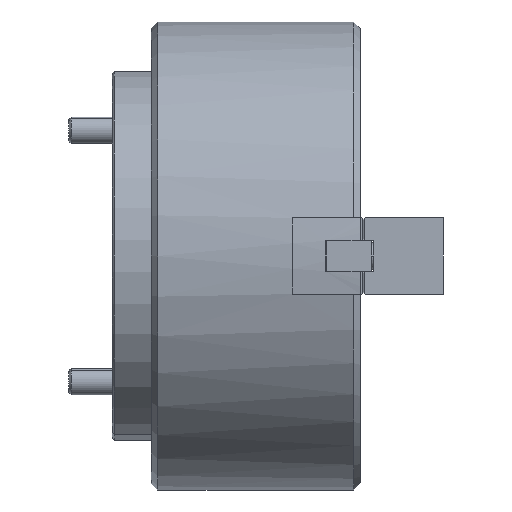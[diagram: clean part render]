
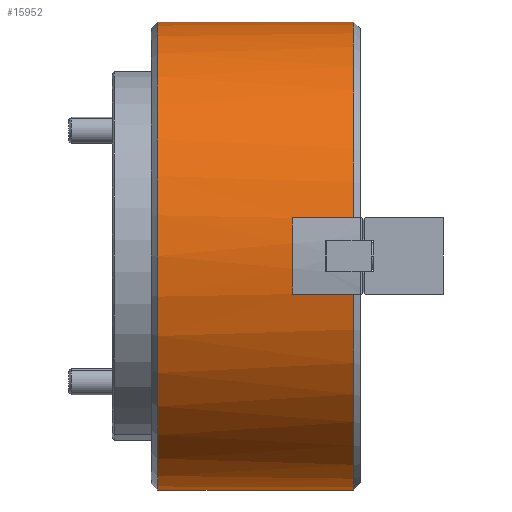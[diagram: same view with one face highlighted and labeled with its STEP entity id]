
A CAD part, front view. The second image highlights one B-rep face of the part: STEP entity #15952.
In plain terms, the highlighted cylindrical face has radius 107.5 mm (diameter 215 mm), a partial arc.
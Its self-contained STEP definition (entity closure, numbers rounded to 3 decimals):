
#150 = EDGE_CURVE ( 'NONE', #29586, #10878, #25023, .T. ) ;
#265 = DIRECTION ( 'NONE',  ( 1., 0., 0. ) ) ;
#391 = ORIENTED_EDGE ( 'NONE', *, *, #37559, .T. ) ;
#414 = DIRECTION ( 'NONE',  ( 0., 0., -1. ) ) ;
#485 = DIRECTION ( 'NONE',  ( 1., 0., 0. ) ) ;
#836 = CARTESIAN_POINT ( 'NONE',  ( 0., 0., 107.5 ) ) ;
#1046 = ORIENTED_EDGE ( 'NONE', *, *, #150, .F. ) ;
#2342 = CIRCLE ( 'NONE', #3189, 107.5 ) ;
#2979 = VERTEX_POINT ( 'NONE', #32071 ) ;
#3189 = AXIS2_PLACEMENT_3D ( 'NONE', #4682, #27157, #8011 ) ;
#4380 = CARTESIAN_POINT ( 'NONE',  ( 0., 0., 0. ) ) ;
#4661 = DIRECTION ( 'NONE',  ( 1., 0., 0. ) ) ;
#4682 = CARTESIAN_POINT ( 'NONE',  ( -3., 0., 0. ) ) ;
#4754 = VERTEX_POINT ( 'NONE', #23738 ) ;
#6894 = CIRCLE ( 'NONE', #14017, 107.5 ) ;
#7137 = EDGE_LOOP ( 'NONE', ( #1046, #18311, #32171, #35058, #391, #38913, #38361, #30623 ) ) ;
#7548 = DIRECTION ( 'NONE',  ( 0., 0., 1. ) ) ;
#7597 = DIRECTION ( 'NONE',  ( 1., 0., 0. ) ) ;
#7656 = CARTESIAN_POINT ( 'NONE',  ( -93., 0., 0. ) ) ;
#7807 = CARTESIAN_POINT ( 'NONE',  ( 0., 0., -107.5 ) ) ;
#8011 = DIRECTION ( 'NONE',  ( 0., 0., -1. ) ) ;
#9166 = EDGE_CURVE ( 'NONE', #32493, #31110, #17539, .T. ) ;
#9635 = CARTESIAN_POINT ( 'NONE',  ( 0., -106.066, 17.5 ) ) ;
#10164 = CIRCLE ( 'NONE', #35746, 107.5 ) ;
#10878 = VERTEX_POINT ( 'NONE', #11079 ) ;
#11079 = CARTESIAN_POINT ( 'NONE',  ( -3., 0., 107.5 ) ) ;
#11223 = VECTOR ( 'NONE', #12868, 1000. ) ;
#12868 = DIRECTION ( 'NONE',  ( 1., 0., 0. ) ) ;
#14017 = AXIS2_PLACEMENT_3D ( 'NONE', #7656, #7597, #7548 ) ;
#15952 = ADVANCED_FACE ( 'NONE', ( #27235 ), #17797, .T. ) ;
#16334 = CARTESIAN_POINT ( 'NONE',  ( -3., 0., -107.5 ) ) ;
#17539 = LINE ( 'NONE', #7807, #26025 ) ;
#17797 = CYLINDRICAL_SURFACE ( 'NONE', #22498, 107.5 ) ;
#18009 = VECTOR ( 'NONE', #27866, 1000. ) ;
#18311 = ORIENTED_EDGE ( 'NONE', *, *, #21252, .T. ) ;
#19213 = DIRECTION ( 'NONE',  ( -1., 0., 0. ) ) ;
#19901 = CARTESIAN_POINT ( 'NONE',  ( -3., -106.066, -17.5 ) ) ;
#21252 = EDGE_CURVE ( 'NONE', #29586, #32493, #6894, .T. ) ;
#21675 = CARTESIAN_POINT ( 'NONE',  ( -93., 0., 107.5 ) ) ;
#21954 = DIRECTION ( 'NONE',  ( -1., 0., 0. ) ) ;
#21962 = DIRECTION ( 'NONE',  ( 0., 0., -1. ) ) ;
#22149 = CARTESIAN_POINT ( 'NONE',  ( -93., 0., -107.5 ) ) ;
#22384 = AXIS2_PLACEMENT_3D ( 'NONE', #38036, #19213, #41161 ) ;
#22498 = AXIS2_PLACEMENT_3D ( 'NONE', #4380, #265, #414 ) ;
#23570 = VERTEX_POINT ( 'NONE', #37772 ) ;
#23738 = CARTESIAN_POINT ( 'NONE',  ( -31., -106.066, 17.5 ) ) ;
#24337 = VERTEX_POINT ( 'NONE', #19901 ) ;
#24582 = VECTOR ( 'NONE', #4661, 1000. ) ;
#24724 = CARTESIAN_POINT ( 'NONE',  ( 0., -106.066, -17.5 ) ) ;
#25023 = LINE ( 'NONE', #836, #24582 ) ;
#26025 = VECTOR ( 'NONE', #485, 1000. ) ;
#27157 = DIRECTION ( 'NONE',  ( -1., 0., 0. ) ) ;
#27235 = FACE_OUTER_BOUND ( 'NONE', #7137, .T. ) ;
#27866 = DIRECTION ( 'NONE',  ( -1., 0., 0. ) ) ;
#28605 = CIRCLE ( 'NONE', #22384, 107.5 ) ;
#29586 = VERTEX_POINT ( 'NONE', #21675 ) ;
#30623 = ORIENTED_EDGE ( 'NONE', *, *, #36536, .T. ) ;
#31110 = VERTEX_POINT ( 'NONE', #16334 ) ;
#32071 = CARTESIAN_POINT ( 'NONE',  ( -31., -106.066, -17.5 ) ) ;
#32171 = ORIENTED_EDGE ( 'NONE', *, *, #9166, .T. ) ;
#32493 = VERTEX_POINT ( 'NONE', #22149 ) ;
#35058 = ORIENTED_EDGE ( 'NONE', *, *, #38083, .T. ) ;
#35732 = LINE ( 'NONE', #24724, #18009 ) ;
#35736 = EDGE_CURVE ( 'NONE', #4754, #23570, #36469, .T. ) ;
#35746 = AXIS2_PLACEMENT_3D ( 'NONE', #40697, #21954, #21962 ) ;
#36278 = EDGE_CURVE ( 'NONE', #2979, #4754, #10164, .T. ) ;
#36469 = LINE ( 'NONE', #9635, #11223 ) ;
#36536 = EDGE_CURVE ( 'NONE', #23570, #10878, #28605, .T. ) ;
#37559 = EDGE_CURVE ( 'NONE', #24337, #2979, #35732, .T. ) ;
#37772 = CARTESIAN_POINT ( 'NONE',  ( -3., -106.066, 17.5 ) ) ;
#38036 = CARTESIAN_POINT ( 'NONE',  ( -3., 0., 0. ) ) ;
#38083 = EDGE_CURVE ( 'NONE', #31110, #24337, #2342, .T. ) ;
#38361 = ORIENTED_EDGE ( 'NONE', *, *, #35736, .T. ) ;
#38913 = ORIENTED_EDGE ( 'NONE', *, *, #36278, .T. ) ;
#40697 = CARTESIAN_POINT ( 'NONE',  ( -31., 0., 0. ) ) ;
#41161 = DIRECTION ( 'NONE',  ( 0., 0., -1. ) ) ;
